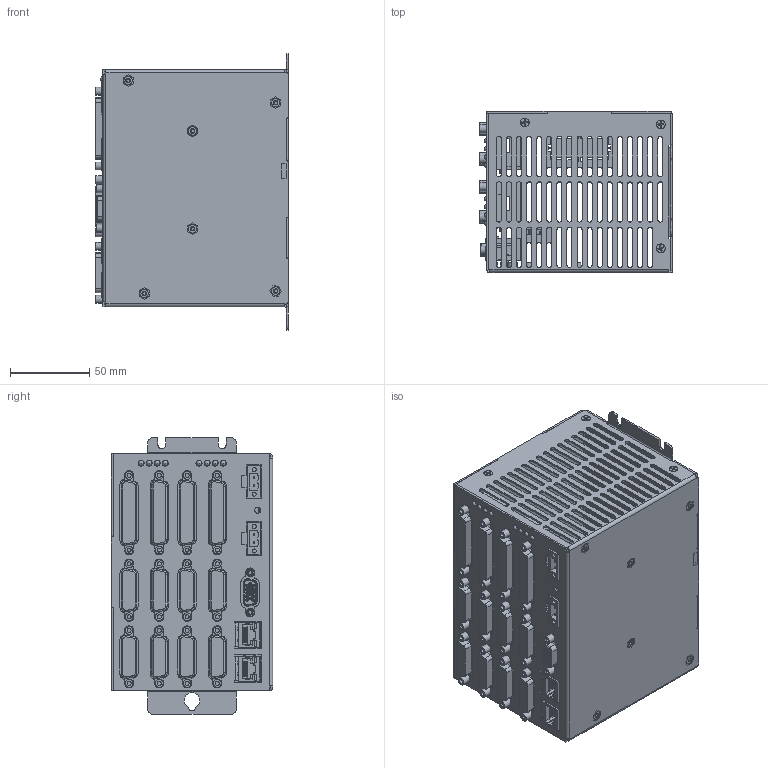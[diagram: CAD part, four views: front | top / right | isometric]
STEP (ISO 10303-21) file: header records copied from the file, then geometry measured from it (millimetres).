
FILE_DESCRIPTION(/* description */ ('7900 - 8/6 AXIS'),/* implementation_level */ '2;1');
FILE_NAME(/* name */ '7900_8AXIS.stp',/* time_stamp */ '2020-08-10T14:44:33-07:00',/* author */ ('jb17719'),/* organization */ ('Parker Hannifin Corporation'),/* preprocessor_version */ 'ST-DEVELOPER v18',/* originating_system */ 'Autodesk Inventor 2020',/* authorisation */ 'Parker Hannifin Corp');
FILE_SCHEMA (('AUTOMOTIVE_DESIGN { 1 0 10303 214 3 1 1 }'));
Products named in the file (17): TOP_ASSY_7900_8AXIS_71-033558-01; SM_BASE_7900_8AXIS_53-033555-01; SM_BASE_7900_8AXIS_53-033555-01_1; SO-6440-8ZI; PCA_STACKED_SERVO_CONT_60P_745X; K66X(HT)-E15S-NR_rA4; CONN_2PIN_200PITCH_FLNG; SM1210XXC; User Library-J1B1211CCD; PCA_7900_CISA; conn_25p_fem_dsub_x2_ra; conn_26p_hd_fem_dsub_x2_ra; led_quad; SM_COVER_7900_8AXIS_53-033557-01; SM_COVER_7900_8AXIS_53-033557-01_1; 20160628-192945-93036111; 51-032779-01
Assembly tree (38 placements, depth 3):
  TOP_ASSY_7900_8AXIS_71-033558-01
    SM_BASE_7900_8AXIS_53-033555-01
      SM_BASE_7900_8AXIS_53-033555-01_1
      SO-6440-8ZI  x6
      20160628-192945-93036111  x2
    PCA_STACKED_SERVO_CONT_60P_745X
      K66X(HT)-E15S-NR_rA4
      CONN_2PIN_200PITCH_FLNG  x2
      SM1210XXC
      User Library-J1B1211CCD  x2
    PCA_7900_CISA  x2
      conn_25p_fem_dsub_x2_ra
      conn_26p_hd_fem_dsub_x2_ra
      led_quad
    SM_COVER_7900_8AXIS_53-033557-01
      SM_COVER_7900_8AXIS_53-033557-01_1
      20160628-192945-93036111  x6
    51-032779-01  x7
Bounding box: 121.11 x 101.6 x 174.04 mm (x, y, z)
Volume: 235646 mm3; surface area: 227786.9 mm2
Topology: 69 solids, 69 shells, 3618 faces, 10036 edges, 6686 vertices
Faces by surface type: plane 2483, cylinder 927, cone 124, torus 58, bspline 18, sphere 8
Full cylindrical faces by diameter (mm): 1 x15, 1.016 x8, 1.986 x28, 2.156 x14, 2.35 x2, 2.54 x28, 2.845 x35, 3.048 x32, 3.05 x2, 3.175 x7, 3.81 x9, 4.846 x6, 4.953 x24, 5 x2, 5.116 x12, 5.385 x24
Entity records: 70330 total; most frequent: CARTESIAN_POINT 12831, ORIENTED_EDGE 11714, DIRECTION 11476, EDGE_CURVE 5857, LINE 4400, VECTOR 4400, VERTEX_POINT 3876, AXIS2_PLACEMENT_3D 3538
